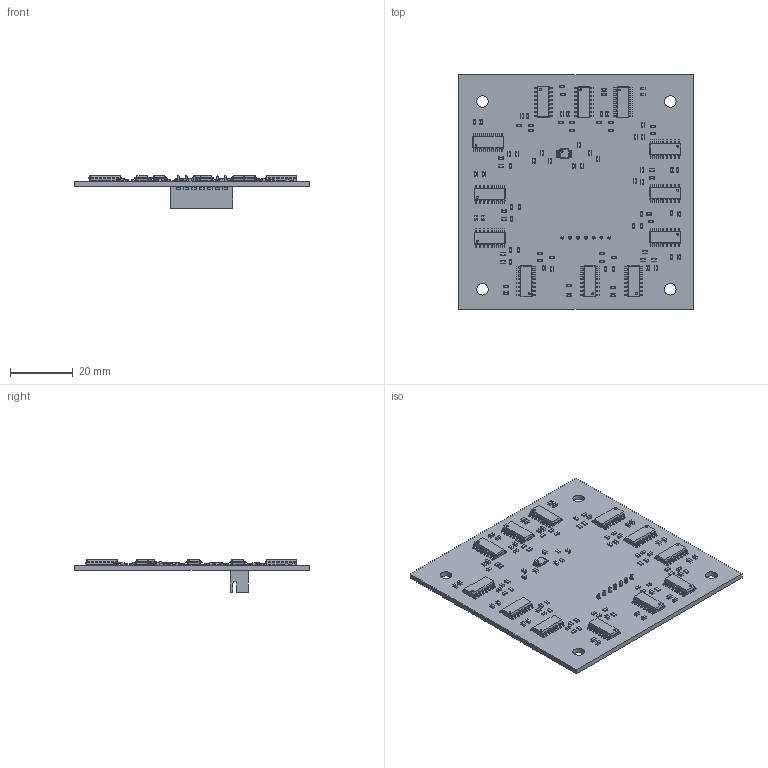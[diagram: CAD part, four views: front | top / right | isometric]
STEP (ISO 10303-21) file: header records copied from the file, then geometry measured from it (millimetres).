
FILE_DESCRIPTION(('KiCad electronic assembly'),'2;1');
FILE_NAME('PCB.step','2024-03-07T01:32:49',('Pcbnew'),('Kicad'), 'Open CASCADE STEP processor 7.7','KiCad to STEP converter','Unknown' );
FILE_SCHEMA(('AUTOMOTIVE_DESIGN { 1 0 10303 214 1 1 1 1 }'));
Length unit declared in the file: millimetre
Products named in the file (14): PCB 1; LED_0603_1608Metric; R_0603_1608Metric; SOIC-16_3.9x9.9mm_P1.27mm; SOIC_16_39x99mm_P127mm; C_0603_1608Metric; MSOP-10-1EP_3x3mm_P0.5mm_EP1.68x1.88mm; MSOP_10_1EP_3x3mm_P05mm; JST_XH_B7B-XH-A_1x07_P2.50mm_Vertical; JST_B7B_XH_A; PCB_PCB
Assembly tree (113 placements, depth 3):
  PCB 1
    LED_0603_1608Metric
      LED_0603_1608Metric
    R_0603_1608Metric  x52
      R_0603_1608Metric
    SOIC-16_3.9x9.9mm_P1.27mm  x12
      SOIC_16_39x99mm_P127mm
    C_0603_1608Metric  x39
      C_0603_1608Metric
    MSOP-10-1EP_3x3mm_P0.5mm_EP1.68x1.88mm
      MSOP_10_1EP_3x3mm_P05mm
    JST_XH_B7B-XH-A_1x07_P2.50mm_Vertical
      JST_B7B_XH_A
    PCB_PCB
Bounding box: 75 x 75 x 10.45 mm (x, y, z)
Volume: 10125.9 mm3; surface area: 15038.4 mm2
Topology: 107 solids, 107 shells, 6227 faces, 16332 edges, 10426 vertices
Faces by surface type: plane 3985, cylinder 1728, bspline 514
Full cylindrical faces by diameter (mm): 0.5 x1, 0.6 x12, 0.95 x7, 3.7 x4
Entity records: 30552 total; most frequent: CARTESIAN_POINT 4608, ORIENTED_EDGE 4174, DIRECTION 4003, EDGE_CURVE 2087, LINE 1725, VECTOR 1725, VERTEX_POINT 1320, AXIS2_PLACEMENT_3D 1139
